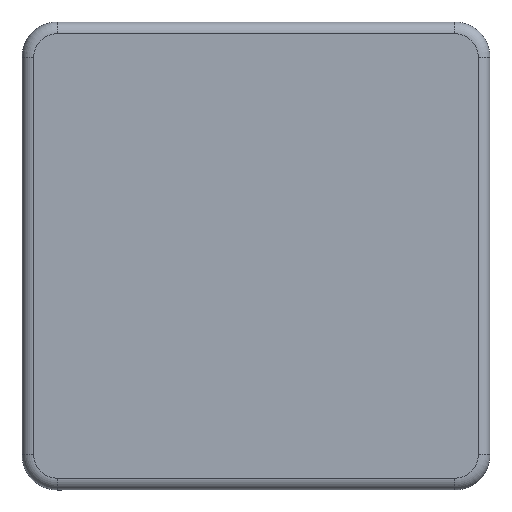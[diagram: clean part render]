
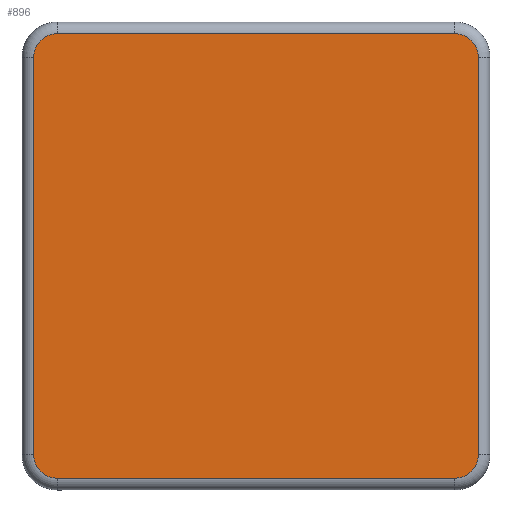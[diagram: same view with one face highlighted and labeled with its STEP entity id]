
A CAD part, top view. The second image highlights one B-rep face of the part: STEP entity #896.
In plain terms, the highlighted planar face has unit normal (0, 0, 1).
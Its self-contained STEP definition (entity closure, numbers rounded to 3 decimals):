
#45=PLANE('',#1008);
#92=FACE_OUTER_BOUND('',#142,.T.);
#142=EDGE_LOOP('',(#807,#808,#809,#810,#811,#812,#813,#814));
#220=LINE('',#1492,#309);
#222=LINE('',#1504,#311);
#224=LINE('',#1516,#313);
#226=LINE('',#1525,#315);
#309=VECTOR('',#1214,10.);
#311=VECTOR('',#1228,10.);
#313=VECTOR('',#1242,10.);
#315=VECTOR('',#1254,10.);
#352=CIRCLE('',#984,1.);
#355=CIRCLE('',#989,1.);
#359=CIRCLE('',#995,1.);
#363=CIRCLE('',#1001,1.);
#432=VERTEX_POINT('',#1480);
#435=VERTEX_POINT('',#1485);
#437=VERTEX_POINT('',#1490);
#439=VERTEX_POINT('',#1496);
#441=VERTEX_POINT('',#1502);
#443=VERTEX_POINT('',#1508);
#445=VERTEX_POINT('',#1514);
#447=VERTEX_POINT('',#1520);
#548=EDGE_CURVE('',#435,#432,#352,.T.);
#550=EDGE_CURVE('',#437,#435,#220,.T.);
#553=EDGE_CURVE('',#439,#437,#355,.T.);
#556=EDGE_CURVE('',#441,#439,#222,.T.);
#559=EDGE_CURVE('',#443,#441,#359,.T.);
#562=EDGE_CURVE('',#445,#443,#224,.T.);
#565=EDGE_CURVE('',#447,#445,#363,.T.);
#567=EDGE_CURVE('',#432,#447,#226,.T.);
#807=ORIENTED_EDGE('',*,*,#548,.F.);
#808=ORIENTED_EDGE('',*,*,#550,.F.);
#809=ORIENTED_EDGE('',*,*,#553,.F.);
#810=ORIENTED_EDGE('',*,*,#556,.F.);
#811=ORIENTED_EDGE('',*,*,#559,.F.);
#812=ORIENTED_EDGE('',*,*,#562,.F.);
#813=ORIENTED_EDGE('',*,*,#565,.F.);
#814=ORIENTED_EDGE('',*,*,#567,.F.);
#896=ADVANCED_FACE('',(#92),#45,.T.);
#984=AXIS2_PLACEMENT_3D('',#1487,#1208,#1209);
#989=AXIS2_PLACEMENT_3D('',#1498,#1220,#1221);
#995=AXIS2_PLACEMENT_3D('',#1510,#1234,#1235);
#1001=AXIS2_PLACEMENT_3D('',#1522,#1248,#1249);
#1008=AXIS2_PLACEMENT_3D('',#1536,#1269,#1270);
#1208=DIRECTION('center_axis',(0.,0.,-1.));
#1209=DIRECTION('ref_axis',(-0.707,-0.707,0.));
#1214=DIRECTION('',(-1.,0.,0.));
#1220=DIRECTION('center_axis',(0.,0.,-1.));
#1221=DIRECTION('ref_axis',(0.707,-0.707,0.));
#1228=DIRECTION('',(0.,-1.,0.));
#1234=DIRECTION('center_axis',(0.,0.,-1.));
#1235=DIRECTION('ref_axis',(0.707,0.707,0.));
#1242=DIRECTION('',(1.,0.,0.));
#1248=DIRECTION('center_axis',(0.,0.,-1.));
#1249=DIRECTION('ref_axis',(-0.707,0.707,0.));
#1254=DIRECTION('',(0.,1.,0.));
#1269=DIRECTION('center_axis',(0.,0.,1.));
#1270=DIRECTION('ref_axis',(1.,0.,0.));
#1480=CARTESIAN_POINT('',(-9.5,-8.5,1.));
#1485=CARTESIAN_POINT('',(-8.5,-9.5,1.));
#1487=CARTESIAN_POINT('Origin',(-8.5,-8.5,1.));
#1490=CARTESIAN_POINT('',(8.5,-9.5,1.));
#1492=CARTESIAN_POINT('',(-4.25,-9.5,1.));
#1496=CARTESIAN_POINT('',(9.5,-8.5,1.));
#1498=CARTESIAN_POINT('Origin',(8.5,-8.5,1.));
#1502=CARTESIAN_POINT('',(9.5,8.5,1.));
#1504=CARTESIAN_POINT('',(9.5,-4.25,1.));
#1508=CARTESIAN_POINT('',(8.5,9.5,1.));
#1510=CARTESIAN_POINT('Origin',(8.5,8.5,1.));
#1514=CARTESIAN_POINT('',(-8.5,9.5,1.));
#1516=CARTESIAN_POINT('',(4.25,9.5,1.));
#1520=CARTESIAN_POINT('',(-9.5,8.5,1.));
#1522=CARTESIAN_POINT('Origin',(-8.5,8.5,1.));
#1525=CARTESIAN_POINT('',(-9.5,4.25,1.));
#1536=CARTESIAN_POINT('Origin',(0.,0.,
1.));
